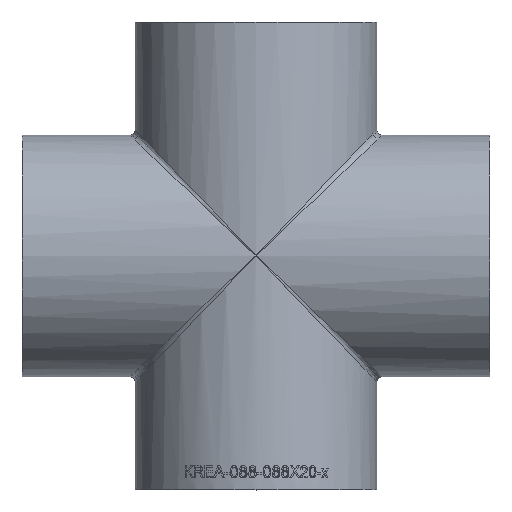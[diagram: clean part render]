
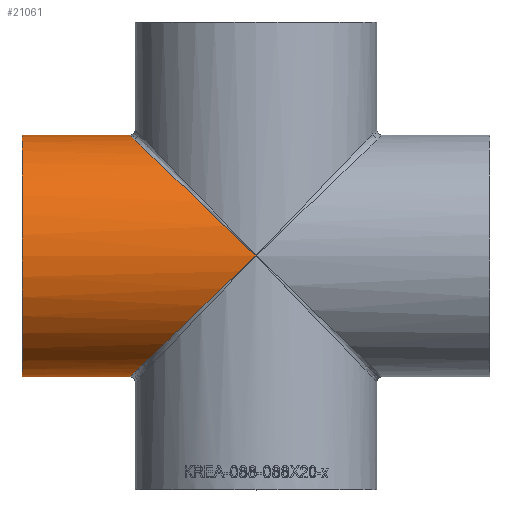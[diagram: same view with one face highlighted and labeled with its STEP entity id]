
A CAD part, top view. The second image highlights one B-rep face of the part: STEP entity #21061.
In plain terms, the highlighted cylindrical face has radius 44.45 mm (diameter 88.9 mm), a full revolution.
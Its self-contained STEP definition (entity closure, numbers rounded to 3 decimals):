
#1774 = FACE_OUTER_BOUND ( 'NONE', #3428, .T. ) ;
#1947 = DIRECTION ( 'NONE',  ( -1., 0., 0. ) ) ;
#2873 = EDGE_CURVE ( 'NONE', #8176, #21568, #12204, .T. ) ;
#3428 = EDGE_LOOP ( 'NONE', ( #18234, #14460 ) ) ;
#3794 = CARTESIAN_POINT ( 'NONE',  ( -86., 0., 0. ) ) ;
#4303 = CYLINDRICAL_SURFACE ( 'NONE', #23304, 44.45 ) ;
#4640 = FACE_OUTER_BOUND ( 'NONE', #10656, .T. ) ;
#5439 = EDGE_CURVE ( 'NONE', #21568, #8176, #21481, .T. ) ;
#8176 = VERTEX_POINT ( 'NONE', #9540 ) ;
#9540 = CARTESIAN_POINT ( 'NONE',  ( 0., 0., -44.45 ) ) ;
#10287 = CARTESIAN_POINT ( 'NONE',  ( -92.9, 88.9, 44.45 ) ) ;
#10656 = EDGE_LOOP ( 'NONE', ( #27956 ) ) ;
#10699 = CARTESIAN_POINT ( 'NONE',  ( 0., 0., -44.45 ) ) ;
#11580 = DIRECTION ( 'NONE',  ( 0., 0., 1. ) ) ;
#12050 = EDGE_CURVE ( 'NONE', #14323, #14323, #23966, .T. ) ;
#12204 =( BOUNDED_CURVE ( )  B_SPLINE_CURVE ( 3, ( #10699, #18605, #31181, #23707 ),
 .UNSPECIFIED., .F., .F. ) 
 B_SPLINE_CURVE_WITH_KNOTS ( ( 4, 4 ),
 ( 4.712, 7.854 ),
 .UNSPECIFIED. ) 
 CURVE ( )  GEOMETRIC_REPRESENTATION_ITEM ( )  RATIONAL_B_SPLINE_CURVE ( ( 1., 0.333, 0.333, 1. ) ) 
 REPRESENTATION_ITEM ( '' )  );
#14323 = VERTEX_POINT ( 'NONE', #22428 ) ;
#14460 = ORIENTED_EDGE ( 'NONE', *, *, #5439, .T. ) ;
#17309 = CARTESIAN_POINT ( 'NONE',  ( 86., 0., 0. ) ) ;
#18234 = ORIENTED_EDGE ( 'NONE', *, *, #2873, .T. ) ;
#18535 = CARTESIAN_POINT ( 'NONE',  ( -92.9, 88.9, -44.45 ) ) ;
#18605 = CARTESIAN_POINT ( 'NONE',  ( -92.9, -88.9, -44.45 ) ) ;
#18835 = DIRECTION ( 'NONE',  ( -1., 0., 0. ) ) ;
#20952 = CARTESIAN_POINT ( 'NONE',  ( 0., 0., 44.45 ) ) ;
#21061 = ADVANCED_FACE ( 'NONE', ( #4640, #1774 ), #4303, .T. ) ;
#21481 =( BOUNDED_CURVE ( )  B_SPLINE_CURVE ( 3, ( #28897, #10287, #18535, #31286 ),
 .UNSPECIFIED., .F., .F. ) 
 B_SPLINE_CURVE_WITH_KNOTS ( ( 4, 4 ),
 ( 4.712, 7.854 ),
 .UNSPECIFIED. ) 
 CURVE ( )  GEOMETRIC_REPRESENTATION_ITEM ( )  RATIONAL_B_SPLINE_CURVE ( ( 1., 0.333, 0.333, 1. ) ) 
 REPRESENTATION_ITEM ( '' )  );
#21568 = VERTEX_POINT ( 'NONE', #20952 ) ;
#22428 = CARTESIAN_POINT ( 'NONE',  ( -86., 0., 44.45 ) ) ;
#23304 = AXIS2_PLACEMENT_3D ( 'NONE', #17309, #1947, #27653 ) ;
#23707 = CARTESIAN_POINT ( 'NONE',  ( 0., 0., 44.45 ) ) ;
#23966 = CIRCLE ( 'NONE', #29916, 44.45 ) ;
#27653 = DIRECTION ( 'NONE',  ( 0., 0., 1. ) ) ;
#27956 = ORIENTED_EDGE ( 'NONE', *, *, #12050, .F. ) ;
#28897 = CARTESIAN_POINT ( 'NONE',  ( 0., 0., 44.45 ) ) ;
#29916 = AXIS2_PLACEMENT_3D ( 'NONE', #3794, #18835, #11580 ) ;
#31181 = CARTESIAN_POINT ( 'NONE',  ( -92.9, -88.9, 44.45 ) ) ;
#31286 = CARTESIAN_POINT ( 'NONE',  ( 0., 0., -44.45 ) ) ;
